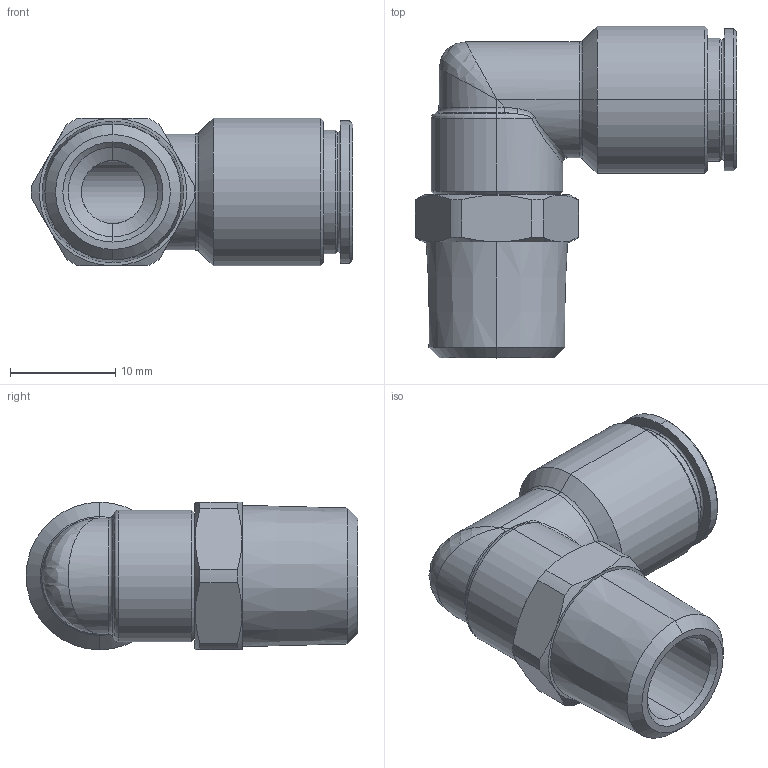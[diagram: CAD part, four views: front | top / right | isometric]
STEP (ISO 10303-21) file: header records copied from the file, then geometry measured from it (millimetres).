
FILE_DESCRIPTION (( 'STEP AP203' ), '1' );
FILE_NAME ('X0050042.STEP', '2010-09-23T16:10:33', ( '' ), ( 'sopra-pneumatic' ), 'SwSTEP 2.0', 'SolidWorks 2009', '' );
FILE_SCHEMA (( 'CONFIG_CONTROL_DESIGN' ));
Length unit declared in the file: millimetre
Products named in the file (1): X0050042
Bounding box: 30.5 x 31.5 x 14 mm (x, y, z)
Volume: 4016 mm3; surface area: 3350.4 mm2
Topology: 1 solids, 1 shells, 91 faces, 200 edges, 113 vertices
Faces by surface type: cone 31, cylinder 29, plane 13, torus 12, bspline 6
Entity records: 3836 total; most frequent: CARTESIAN_POINT 1810, DIRECTION 428, ORIENTED_EDGE 396, EDGE_CURVE 198, AXIS2_PLACEMENT_3D 185, VERTEX_POINT 113, CIRCLE 99, EDGE_LOOP 97
